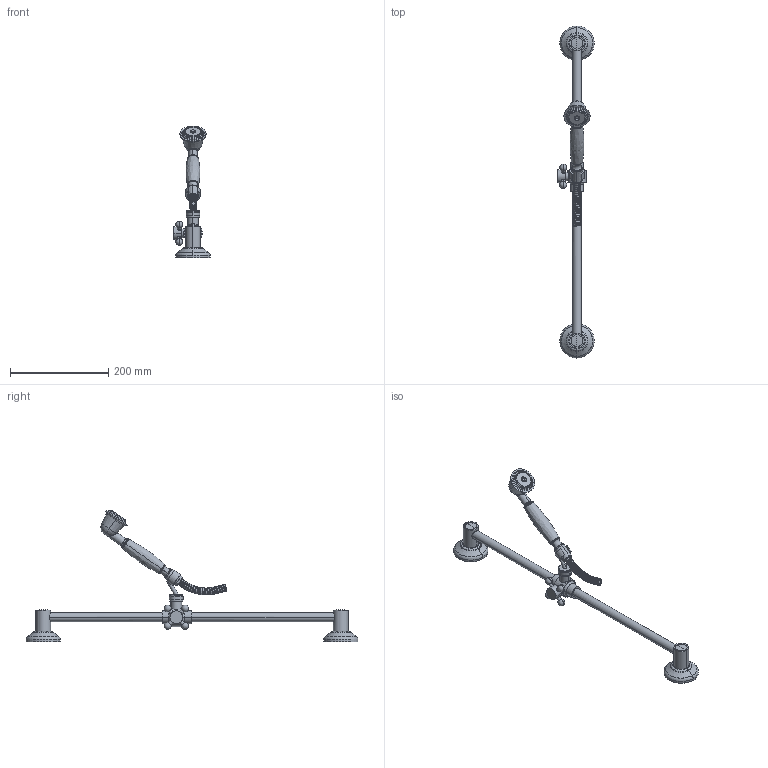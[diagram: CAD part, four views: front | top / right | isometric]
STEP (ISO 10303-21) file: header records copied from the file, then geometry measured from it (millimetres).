
FILE_DESCRIPTION((''),'2;1');
FILE_NAME('ZSAL010CR','2021-11-15T10:20:17',('ut3'),('PAFFONI SpA'),'CREO PARAMETRIC BY PTC INC, 2020044','CREO PARAMETRIC BY PTC INC, 2020044','');
FILE_SCHEMA(('CONFIG_CONTROL_DESIGN','SHAPE_APPEARANCE_LAYERS_GROUPS'));
Length unit declared in the file: millimetre
Products named in the file (1): ZSAL010CR
Bounding box: 74 x 675 x 267.57 mm (x, y, z)
Volume: 254324.1 mm3; surface area: 166508.2 mm2
Topology: 1 solids, 2 shells, 326 faces, 720 edges, 417 vertices
Faces by surface type: cylinder 107, torus 68, plane 65, bspline 58, cone 18, sphere 10
Entity records: 29701 total; most frequent: CARTESIAN_POINT 20048, DIRECTION 1498, ORIENTED_EDGE 1402, EDGE_CURVE 701, AXIS2_PLACEMENT_3D 654, VERTEX_POINT 415, FILL_AREA_STYLE_COLOUR 398, FILL_AREA_STYLE 398
